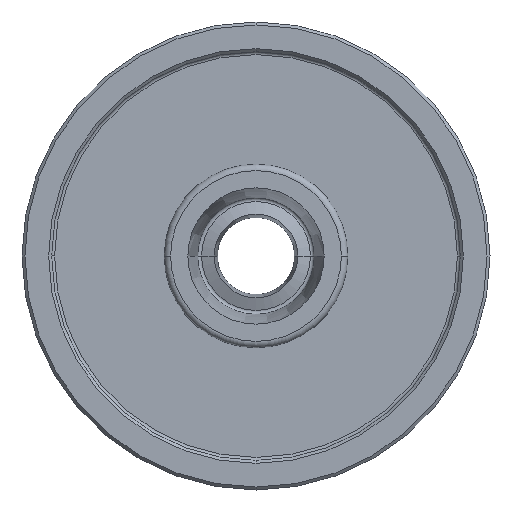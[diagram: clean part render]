
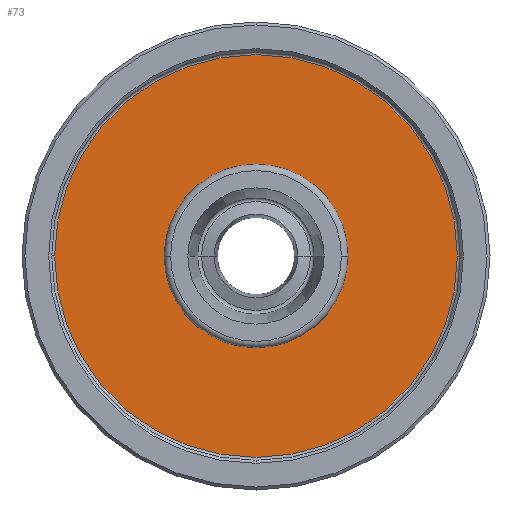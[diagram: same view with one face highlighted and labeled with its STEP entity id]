
A CAD part, front view. The second image highlights one B-rep face of the part: STEP entity #73.
In plain terms, the highlighted planar face has unit normal (0, -1, 0).
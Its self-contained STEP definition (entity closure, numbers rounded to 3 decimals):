
#8 = CIRCLE ( 'NONE', #750, 34. ) ;
#16 = CIRCLE ( 'NONE', #451, 15.5 ) ;
#73 = ADVANCED_FACE ( 'NONE', ( #601, #176 ), #924, .T. ) ;
#81 = EDGE_CURVE ( 'NONE', #794, #671, #8, .T. ) ;
#84 = ORIENTED_EDGE ( 'NONE', *, *, #124, .T. ) ;
#107 = CARTESIAN_POINT ( 'NONE',  ( 73.5, 5., 0. ) ) ;
#124 = EDGE_CURVE ( 'NONE', #881, #419, #454, .T. ) ;
#176 = FACE_OUTER_BOUND ( 'NONE', #751, .T. ) ;
#183 = CARTESIAN_POINT ( 'NONE',  ( 5.5, 5., 0. ) ) ;
#210 = CARTESIAN_POINT ( 'NONE',  ( 55., 5., 0. ) ) ;
#264 = CIRCLE ( 'NONE', #450, 34. ) ;
#350 = EDGE_LOOP ( 'NONE', ( #84, #877 ) ) ;
#410 = CARTESIAN_POINT ( 'NONE',  ( 5., 5., 0. ) ) ;
#413 = EDGE_CURVE ( 'NONE', #419, #881, #16, .T. ) ;
#419 = VERTEX_POINT ( 'NONE', #873 ) ;
#423 = EDGE_CURVE ( 'NONE', #671, #794, #264, .T. ) ;
#450 = AXIS2_PLACEMENT_3D ( 'NONE', #927, #926, #922 ) ;
#451 = AXIS2_PLACEMENT_3D ( 'NONE', #857, #934, #932 ) ;
#454 = CIRCLE ( 'NONE', #712, 15.5 ) ;
#470 = ORIENTED_EDGE ( 'NONE', *, *, #423, .T. ) ;
#601 = FACE_BOUND ( 'NONE', #350, .T. ) ;
#666 = DIRECTION ( 'NONE',  ( 1., 0., 0. ) ) ;
#667 = DIRECTION ( 'NONE',  ( 0., 1., 0. ) ) ;
#668 = CARTESIAN_POINT ( 'NONE',  ( 39.5, 5., 0. ) ) ;
#669 = ORIENTED_EDGE ( 'NONE', *, *, #81, .T. ) ;
#671 = VERTEX_POINT ( 'NONE', #107 ) ;
#712 = AXIS2_PLACEMENT_3D ( 'NONE', #668, #667, #666 ) ;
#750 = AXIS2_PLACEMENT_3D ( 'NONE', #758, #753, #752 ) ;
#751 = EDGE_LOOP ( 'NONE', ( #470, #669 ) ) ;
#752 = DIRECTION ( 'NONE',  ( 1., 0., 0. ) ) ;
#753 = DIRECTION ( 'NONE',  ( 0., -1., 0. ) ) ;
#758 = CARTESIAN_POINT ( 'NONE',  ( 39.5, 5., 0. ) ) ;
#759 = AXIS2_PLACEMENT_3D ( 'NONE', #410, #915, #907 ) ;
#794 = VERTEX_POINT ( 'NONE', #183 ) ;
#857 = CARTESIAN_POINT ( 'NONE',  ( 39.5, 5., 0. ) ) ;
#873 = CARTESIAN_POINT ( 'NONE',  ( 24., 5., 0. ) ) ;
#877 = ORIENTED_EDGE ( 'NONE', *, *, #413, .T. ) ;
#881 = VERTEX_POINT ( 'NONE', #210 ) ;
#907 = DIRECTION ( 'NONE',  ( 1., 0., 0. ) ) ;
#915 = DIRECTION ( 'NONE',  ( 0., -1., 0. ) ) ;
#922 = DIRECTION ( 'NONE',  ( 1., 0., 0. ) ) ;
#924 = PLANE ( 'NONE',  #759 ) ;
#926 = DIRECTION ( 'NONE',  ( 0., -1., 0. ) ) ;
#927 = CARTESIAN_POINT ( 'NONE',  ( 39.5, 5., 0. ) ) ;
#932 = DIRECTION ( 'NONE',  ( 1., 0., 0. ) ) ;
#934 = DIRECTION ( 'NONE',  ( 0., 1., 0. ) ) ;
